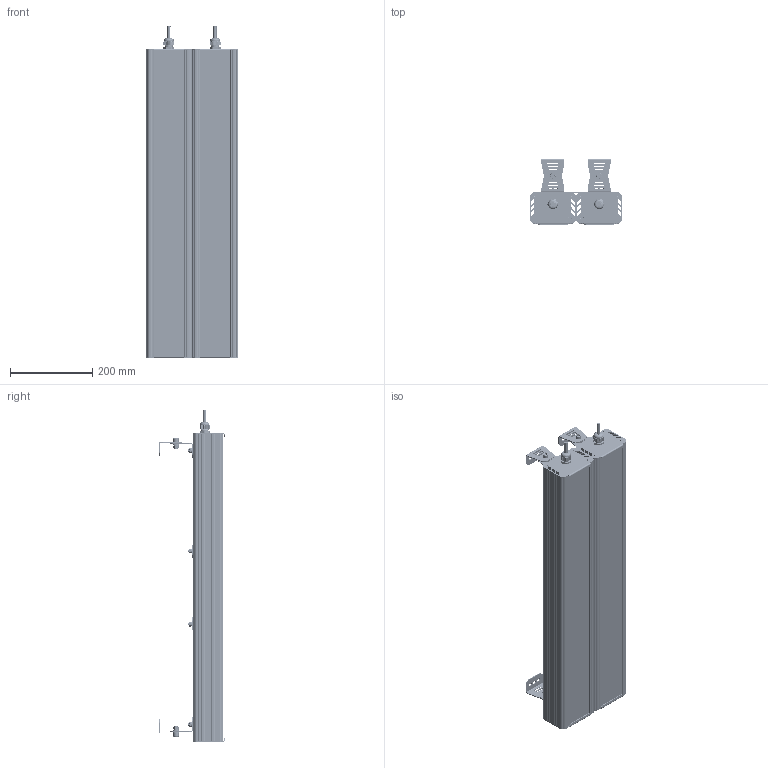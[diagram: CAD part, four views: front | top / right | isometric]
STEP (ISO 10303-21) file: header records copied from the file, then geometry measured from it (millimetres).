
FILE_DESCRIPTION(('STEP AP214'), '1');
FILE_NAME('001.0070.25.000 ÃÑÏ-Ïðèìà-200', '2023-09-25T06:24:40', ('Ëóêîíèí Å Ï'), ('ÎÊÁ Ñâîé Ñòèëü'), 'C3D Converter', 'C3D Toolkit', '');
FILE_SCHEMA(('AUTOMOTIVE_DESIGN { 1 0 10303 214 3 1 1}'));
Length unit declared in the file: millimetre
Products named in the file (39): 001.0070.25.000; 001.0065.01.000
Assembly tree (91 placements, depth 4):
  001.0070.25.000
    (unnamed)  x2
      (unnamed)
      (unnamed)
      (unnamed)
      (unnamed)
      (unnamed)
      (unnamed)
      (unnamed)
      (unnamed)
      (unnamed)
        (unnamed)  x3
        (unnamed)  x13
        (unnamed)
        (unnamed)
        (unnamed)
        (unnamed)
        (unnamed)
        (unnamed)
        (unnamed)
      (unnamed)
        (unnamed)
    001.0065.01.000  x4
      (unnamed)
      (unnamed)
      (unnamed)
      (unnamed)
      (unnamed)
      (unnamed)
      (unnamed)
      (unnamed)
      (unnamed)
    (unnamed)  x2
    (unnamed)  x4
    (unnamed)  x4
    (unnamed)  x4
    (unnamed)  x4
    (unnamed)  x4
    (unnamed)  x4
Bounding box: 224.38 x 158.42 x 806 mm (x, y, z)
Volume: 2874227.6 mm3; surface area: 2469438.5 mm2
Topology: 778 solids, 778 shells, 9696 faces, 23710 edges, 15874 vertices
Faces by surface type: plane 6222, cylinder 2898, cone 380, bspline 106, sphere 60, torus 30
Full cylindrical faces by diameter (mm): 1 x60, 2 x40, 2.5 x80, 2.8 x500, 3.2 x60, 3.5 x100, 4 x16, 4.917 x8, 6 x16, 6.375 x4, 6.6 x8, 8 x24, 8.5 x16, 11 x8, 12 x6, 12.5 x2, 13.333 x4, 16 x10, 18.5 x6, 20 x2, 23.5 x2
Entity records: 127768 total; most frequent: CARTESIAN_POINT 52494, DIRECTION 10528, ORIENTED_EDGE 10096, EDGE_CURVE 5048, COLOUR_RGB 3931, PRESENTATION_STYLE_ASSIGNMENT 3931, AXIS2_PLACEMENT_3D 3794, VERTEX_POINT 3452
